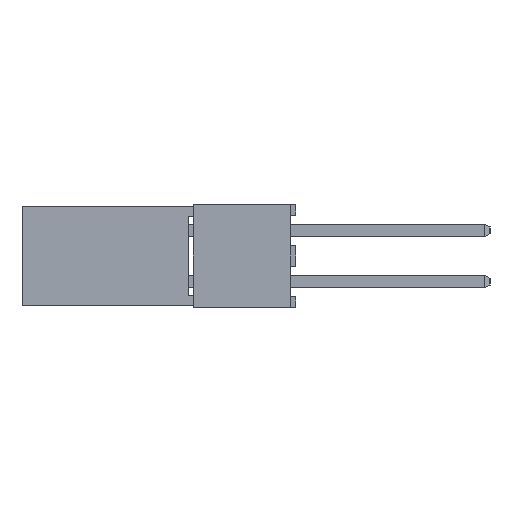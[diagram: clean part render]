
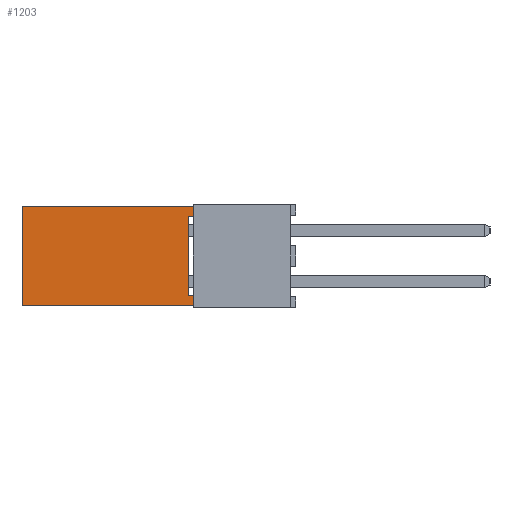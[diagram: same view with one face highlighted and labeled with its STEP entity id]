
A CAD part, left-side view. The second image highlights one B-rep face of the part: STEP entity #1203.
In plain terms, the highlighted planar face has unit normal (-1, 0, 0).
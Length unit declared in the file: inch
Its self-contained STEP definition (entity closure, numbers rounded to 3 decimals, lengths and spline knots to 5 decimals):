
#1203 = ADVANCED_FACE( '', ( #3474 ), #3475, .F. );
#3474 = FACE_OUTER_BOUND( '', #6934, .T. );
#3475 = PLANE( '', #6935 );
#6934 = EDGE_LOOP( '', ( #10392, #10393, #10394, #10395, #10396, #10397, #10398, #10399 ) );
#6935 = AXIS2_PLACEMENT_3D( '', #10400, #10401, #10402 );
#10392 = ORIENTED_EDGE( '', *, *, #20659, .T. );
#10393 = ORIENTED_EDGE( '', *, *, #20660, .T. );
#10394 = ORIENTED_EDGE( '', *, *, #20661, .F. );
#10395 = ORIENTED_EDGE( '', *, *, #20662, .F. );
#10396 = ORIENTED_EDGE( '', *, *, #20663, .T. );
#10397 = ORIENTED_EDGE( '', *, *, #20664, .T. );
#10398 = ORIENTED_EDGE( '', *, *, #20665, .T. );
#10399 = ORIENTED_EDGE( '', *, *, #20666, .T. );
#10400 = CARTESIAN_POINT( '', ( 0., 0.335, -0.0975 ) );
#10401 = DIRECTION( '', ( 1., 0., 0. ) );
#10402 = DIRECTION( '', ( 0., 0., -1. ) );
#20659 = EDGE_CURVE( '', #24689, #24690, #24691, .T. );
#20660 = EDGE_CURVE( '', #24690, #24692, #24693, .T. );
#20661 = EDGE_CURVE( '', #24694, #24692, #24695, .T. );
#20662 = EDGE_CURVE( '', #24696, #24694, #24697, .T. );
#20663 = EDGE_CURVE( '', #24696, #24698, #24699, .T. );
#20664 = EDGE_CURVE( '', #24698, #24700, #24701, .T. );
#20665 = EDGE_CURVE( '', #24700, #24702, #24703, .T. );
#20666 = EDGE_CURVE( '', #24702, #24689, #24704, .T. );
#24689 = VERTEX_POINT( '', #30623 );
#24690 = VERTEX_POINT( '', #30624 );
#24691 = LINE( '', #30625, #30626 );
#24692 = VERTEX_POINT( '', #30627 );
#24693 = LINE( '', #30628, #30629 );
#24694 = VERTEX_POINT( '', #30630 );
#24695 = LINE( '', #30631, #30632 );
#24696 = VERTEX_POINT( '', #30633 );
#24697 = LINE( '', #30634, #30635 );
#24698 = VERTEX_POINT( '', #30636 );
#24699 = LINE( '', #30637, #30638 );
#24700 = VERTEX_POINT( '', #30639 );
#24701 = LINE( '', #30640, #30641 );
#24702 = VERTEX_POINT( '', #30642 );
#24703 = LINE( '', #30643, #30644 );
#24704 = LINE( '', #30645, #30646 );
#30623 = CARTESIAN_POINT( '', ( 0., 0.01, 0.0775 ) );
#30624 = CARTESIAN_POINT( '', ( 0., 0., 0.0775 ) );
#30625 = CARTESIAN_POINT( '', ( 0., 0.01, 0.0775 ) );
#30626 = VECTOR( '', #39386, 39.37008 );
#30627 = CARTESIAN_POINT( '', ( 0., 0., 0.0975 ) );
#30628 = CARTESIAN_POINT( '', ( 0., 0., -0.0975 ) );
#30629 = VECTOR( '', #39387, 39.37008 );
#30630 = CARTESIAN_POINT( '', ( 0., 0.335, 0.0975 ) );
#30631 = CARTESIAN_POINT( '', ( 0., 0.335, 0.0975 ) );
#30632 = VECTOR( '', #39388, 39.37008 );
#30633 = CARTESIAN_POINT( '', ( 0., 0.335, -0.0975 ) );
#30634 = CARTESIAN_POINT( '', ( 0., 0.335, -0.0975 ) );
#30635 = VECTOR( '', #39389, 39.37008 );
#30636 = CARTESIAN_POINT( '', ( 0., 0., -0.0975 ) );
#30637 = CARTESIAN_POINT( '', ( 0., 0.335, -0.0975 ) );
#30638 = VECTOR( '', #39390, 39.37008 );
#30639 = CARTESIAN_POINT( '', ( 0., 0., -0.0775 ) );
#30640 = CARTESIAN_POINT( '', ( 0., 0., -0.0975 ) );
#30641 = VECTOR( '', #39391, 39.37008 );
#30642 = CARTESIAN_POINT( '', ( 0., 0.01, -0.0775 ) );
#30643 = CARTESIAN_POINT( '', ( 0., 0., -0.0775 ) );
#30644 = VECTOR( '', #39392, 39.37008 );
#30645 = CARTESIAN_POINT( '', ( 0., 0.01, -0.0775 ) );
#30646 = VECTOR( '', #39393, 39.37008 );
#39386 = DIRECTION( '', ( 0., -1., 0. ) );
#39387 = DIRECTION( '', ( 0., 0., 1. ) );
#39388 = DIRECTION( '', ( 0., -1., 0. ) );
#39389 = DIRECTION( '', ( 0., 0., 1. ) );
#39390 = DIRECTION( '', ( 0., -1., 0. ) );
#39391 = DIRECTION( '', ( 0., 0., 1. ) );
#39392 = DIRECTION( '', ( 0., 1., 0. ) );
#39393 = DIRECTION( '', ( 0., 0., 1. ) );
